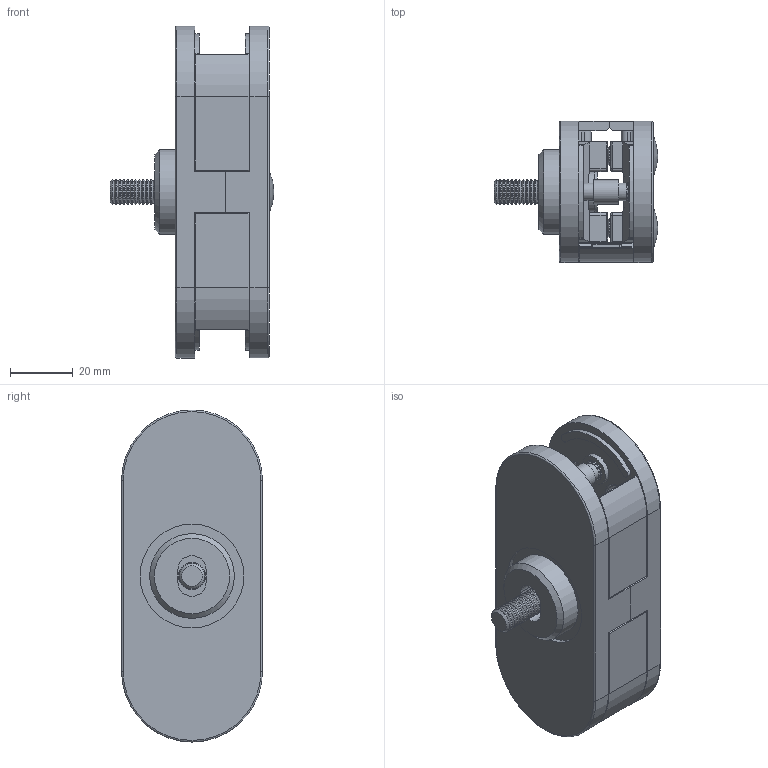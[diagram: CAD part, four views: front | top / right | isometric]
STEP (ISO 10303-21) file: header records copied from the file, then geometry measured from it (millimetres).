
FILE_DESCRIPTION (( 'STEP AP203' ), '1' );
FILE_NAME ('25-MK-V2A.step', '2023-06-13T09:21:13', ( '' ), ( '' ), 'SwSTEP 2.0', 'SolidWorks 2018', '' );
FILE_SCHEMA (( 'CONFIG_CONTROL_DESIGN' ));
Length unit declared in the file: millimetre
Products named in the file (12): 25-STIFT_25-STIFT; Kappe_GK-P-G; 25-STIFT Teil2_25-STIFT Teil2; 25-MK-XXX Teil2_25-MK-V2A Teil2; socket head cap screw_din_DIN 912 M8 x 25 --- 25S; 25-MK-B-XXX Teil2_25-MK-B-XXX Teil2; socket countersunk head screw_din_DIN 7991 - M6 x 20 --- 20S; 25-MK-V2A; 25-MK-XXX Teil1_25-MK-V2A Teil1; 25-MK-B-XXX Teil1_25-MK-B-V2A Teil1; 25-MK-B-XXX Konfig_25-MK-B-V2A; 25-STIFT Teil1_25-STIFT Teil1
Assembly tree (15 placements, depth 3):
  25-MK-V2A
    25-MK-XXX Teil2_25-MK-V2A Teil2
    25-MK-XXX Teil1_25-MK-V2A Teil1
    25-STIFT_25-STIFT  x2
      25-STIFT Teil1_25-STIFT Teil1
      25-STIFT Teil2_25-STIFT Teil2
    socket countersunk head screw_din_DIN 7991 - M6 x 20 --- 20S  x2
    Kappe_GK-P-G  x2
    25-MK-B-XXX Konfig_25-MK-B-V2A
      25-MK-B-XXX Teil1_25-MK-B-V2A Teil1
      25-MK-B-XXX Teil2_25-MK-B-XXX Teil2  x2
    socket head cap screw_din_DIN 912 M8 x 25 --- 25S
Bounding box: 52.3 x 45 x 106 mm (x, y, z)
Volume: 68262.5 mm3; surface area: 38526.8 mm2
Topology: 14 solids, 14 shells, 2172 faces, 5600 edges, 3618 vertices
Faces by surface type: plane 1170, bspline 458, cylinder 323, cone 147, torus 64, sphere 10
Full cylindrical faces by diameter (mm): 2 x2, 5 x2, 5.6 x4, 6 x36, 6.5 x2, 7.6 x2, 8 x20, 10 x12, 11.57 x2, 12.5 x2, 13 x1, 27 x1, 33.1 x1
Entity records: 65710 total; most frequent: CARTESIAN_POINT 27090, ORIENTED_EDGE 8002, DIRECTION 6742, EDGE_CURVE 4001, VERTEX_POINT 2683, LINE 2616, VECTOR 2616, AXIS2_PLACEMENT_3D 2063
